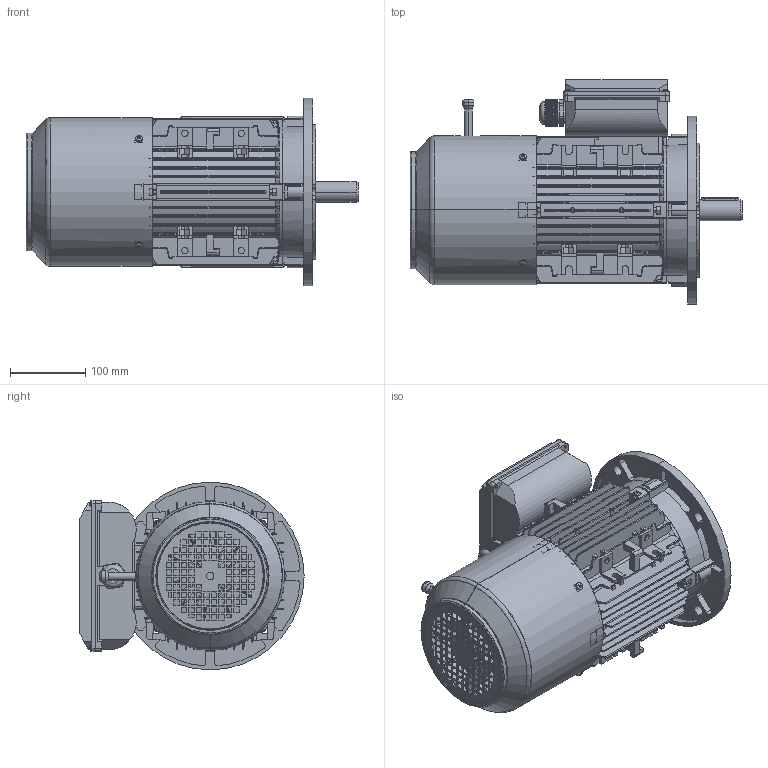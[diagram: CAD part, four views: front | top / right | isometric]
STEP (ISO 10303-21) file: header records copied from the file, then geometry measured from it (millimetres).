
FILE_DESCRIPTION (( 'STEP AP203' ), '1' );
FILE_NAME ('TB100 B5(ML諉盄碟ｊ倰).STEP', '2021-11-30T07:13:13', ( '' ), ( '' ), 'SwSTEP 2.0', 'SolidWorks 2014', '' );
FILE_SCHEMA (( 'CONFIG_CONTROL_DESIGN' ));
Length unit declared in the file: millimetre
Products named in the file (16): ML112諉盄碟蚾饜极; Hexagon nuts grade C GB_GB_FASTENER_NUT_SNC1 M6-N; TB100瑞欶; Plain parallel keys_GB_CONNECTING_PIECE_KEYS_CSK 8X50; ML100-ML112諉盄碟釱(臏); TB100蛌粣; TB100 B5(ML諉盄碟ｊ倰); Hexagon socket head cap screws GB_GB_FASTENER_SCREWS_HSHCS M6X30-N; 112-132堤盄蹟杶; TA100B5楊擘1; ML100-ML112諉盄碟裔(臏); T100儂褲; 100怢宒瑞珔; Cross recessed thread forming screws GB_GB_CROSS_SCREWS_TYPE138 M5X12-N; Cross recessed thread forming screws GB_GB_CROSS_SCREWS_TYPE138 M4X10-N; TB100綴裔
Assembly tree (35 placements, depth 3):
  TB100 B5(ML諉盄碟ｊ倰)
    T100儂褲
    Hexagon nuts grade C GB_GB_FASTENER_NUT_SNC1 M6-N  x8
    Hexagon socket head cap screws GB_GB_FASTENER_SCREWS_HSHCS M6X30-N  x8
    Cross recessed thread forming screws GB_GB_CROSS_SCREWS_TYPE138 M5X12-N  x4
    Plain parallel keys_GB_CONNECTING_PIECE_KEYS_CSK 8X50
    TA100B5楊擘1
    TB100綴裔
    TB100蛌粣
    100怢宒瑞珔
    TB100瑞欶
    ML112諉盄碟蚾饜极
      112-132堤盄蹟杶
      Cross recessed thread forming screws GB_GB_CROSS_SCREWS_TYPE138 M4X10-N  x4
      ML100-ML112諉盄碟釱(臏)
      ML100-ML112諉盄碟裔(臏)
Bounding box: 442 x 298.5 x 250 mm (x, y, z)
Volume: 2210038.5 mm3; surface area: 1307663.3 mm2
Topology: 35 solids, 35 shells, 4487 faces, 12012 edges, 7611 vertices
Faces by surface type: plane 2305, cylinder 1150, bspline 537, cone 301, torus 170, sphere 24
Entity records: 148259 total; most frequent: CARTESIAN_POINT 49265, ORIENTED_EDGE 21788, DIRECTION 18076, EDGE_CURVE 10894, VERTEX_POINT 6976, AXIS2_PLACEMENT_3D 6042, LINE 5992, VECTOR 5992
